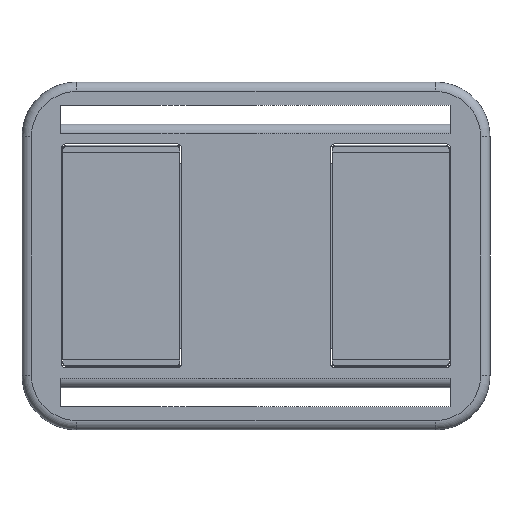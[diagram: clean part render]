
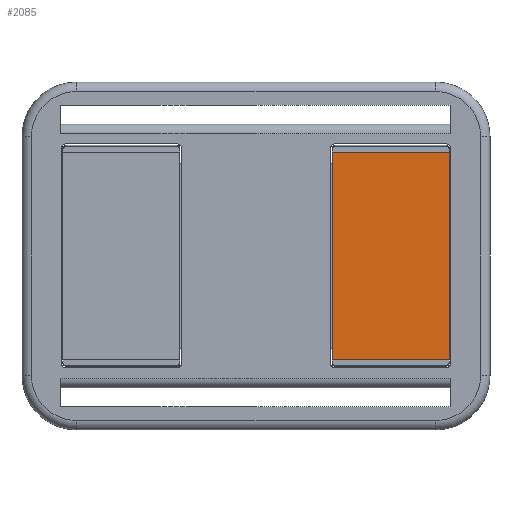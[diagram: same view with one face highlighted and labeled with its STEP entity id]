
A CAD part, front view. The second image highlights one B-rep face of the part: STEP entity #2085.
In plain terms, the highlighted planar face has unit normal (0, -1, 0).
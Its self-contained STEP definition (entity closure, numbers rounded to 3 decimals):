
#127 = VERTEX_POINT ( 'NONE', #4229 ) ;
#325 = DIRECTION ( 'NONE',  ( 0., 0., 1. ) ) ;
#750 = CARTESIAN_POINT ( 'NONE',  ( 0., -2., 13.3 ) ) ;
#796 = ORIENTED_EDGE ( 'NONE', *, *, #2904, .F. ) ;
#1166 = PLANE ( 'NONE',  #4316 ) ;
#1525 = DIRECTION ( 'NONE',  ( -1., 0., 0. ) ) ;
#1546 = DIRECTION ( 'NONE',  ( 0., 0., 1. ) ) ;
#1744 = CARTESIAN_POINT ( 'NONE',  ( 0., -2., -13.3 ) ) ;
#1802 = DIRECTION ( 'NONE',  ( -1., 0., 0. ) ) ;
#1821 = ORIENTED_EDGE ( 'NONE', *, *, #2233, .T. ) ;
#1926 = VERTEX_POINT ( 'NONE', #4677 ) ;
#1932 = LINE ( 'NONE', #2346, #4436 ) ;
#1960 = EDGE_LOOP ( 'NONE', ( #3355, #4150, #1821, #796 ) ) ;
#1968 = EDGE_CURVE ( 'NONE', #5340, #4086, #3833, .T. ) ;
#2085 = ADVANCED_FACE ( 'NONE', ( #4432 ), #1166, .F. ) ;
#2233 = EDGE_CURVE ( 'NONE', #127, #1926, #5246, .T. ) ;
#2346 = CARTESIAN_POINT ( 'NONE',  ( 9.75, -2., 0. ) ) ;
#2428 = LINE ( 'NONE', #4074, #3134 ) ;
#2454 = CARTESIAN_POINT ( 'NONE',  ( 0., -2., 0. ) ) ;
#2583 = VECTOR ( 'NONE', #1525, 1000. ) ;
#2904 = EDGE_CURVE ( 'NONE', #4086, #1926, #1932, .T. ) ;
#3134 = VECTOR ( 'NONE', #325, 1000. ) ;
#3355 = ORIENTED_EDGE ( 'NONE', *, *, #1968, .F. ) ;
#3605 = CARTESIAN_POINT ( 'NONE',  ( 9.75, -2., -13.3 ) ) ;
#3833 = LINE ( 'NONE', #1744, #4657 ) ;
#4074 = CARTESIAN_POINT ( 'NONE',  ( 24.75, -2., 0. ) ) ;
#4075 = DIRECTION ( 'NONE',  ( 0., 0., 1. ) ) ;
#4086 = VERTEX_POINT ( 'NONE', #3605 ) ;
#4150 = ORIENTED_EDGE ( 'NONE', *, *, #5206, .T. ) ;
#4229 = CARTESIAN_POINT ( 'NONE',  ( 24.75, -2., 13.3 ) ) ;
#4316 = AXIS2_PLACEMENT_3D ( 'NONE', #2454, #4459, #4075 ) ;
#4368 = CARTESIAN_POINT ( 'NONE',  ( 24.75, -2., -13.3 ) ) ;
#4432 = FACE_OUTER_BOUND ( 'NONE', #1960, .T. ) ;
#4436 = VECTOR ( 'NONE', #1546, 1000. ) ;
#4459 = DIRECTION ( 'NONE',  ( 0., 1., 0. ) ) ;
#4657 = VECTOR ( 'NONE', #1802, 1000. ) ;
#4677 = CARTESIAN_POINT ( 'NONE',  ( 9.75, -2., 13.3 ) ) ;
#5206 = EDGE_CURVE ( 'NONE', #5340, #127, #2428, .T. ) ;
#5246 = LINE ( 'NONE', #750, #2583 ) ;
#5340 = VERTEX_POINT ( 'NONE', #4368 ) ;
